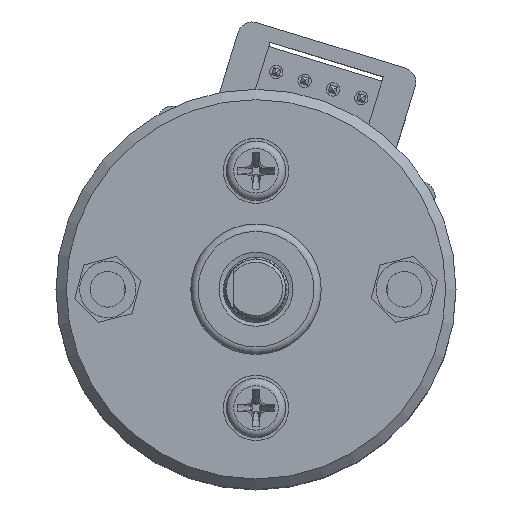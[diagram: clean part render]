
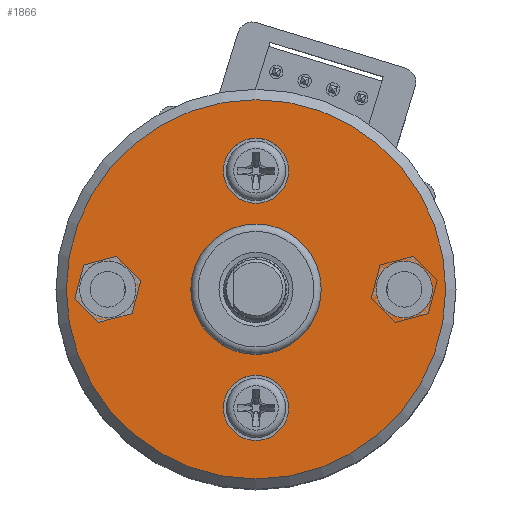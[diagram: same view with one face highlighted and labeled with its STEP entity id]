
A CAD part, top view. The second image highlights one B-rep face of the part: STEP entity #1866.
In plain terms, the highlighted planar face has unit normal (0, 0, 1).
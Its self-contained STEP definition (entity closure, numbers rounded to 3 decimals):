
#1866=ADVANCED_FACE('',(#2992,#2993,#2994,#2995,#2996,#2997),#2564,.T.);
#2564=PLANE('',#14407);
#2992=FACE_BOUND('',#3786,.T.);
#2993=FACE_BOUND('',#3787,.T.);
#2994=FACE_BOUND('',#3788,.T.);
#2995=FACE_BOUND('',#3789,.T.);
#2996=FACE_BOUND('',#3790,.T.);
#2997=FACE_BOUND('',#3791,.T.);
#3786=EDGE_LOOP('',(#8232));
#3787=EDGE_LOOP('',(#8233));
#3788=EDGE_LOOP('',(#8234));
#3789=EDGE_LOOP('',(#8235));
#3790=EDGE_LOOP('',(#8236));
#3791=EDGE_LOOP('',(#8237));
#8232=ORIENTED_EDGE('',*,*,#12229,.T.);
#8233=ORIENTED_EDGE('',*,*,#12230,.T.);
#8234=ORIENTED_EDGE('',*,*,#12231,.T.);
#8235=ORIENTED_EDGE('',*,*,#12232,.F.);
#8236=ORIENTED_EDGE('',*,*,#12233,.T.);
#8237=ORIENTED_EDGE('',*,*,#12234,.T.);
#10762=VERTEX_POINT('',#20745);
#10763=VERTEX_POINT('',#20747);
#10764=VERTEX_POINT('',#20749);
#10765=VERTEX_POINT('',#20751);
#10766=VERTEX_POINT('',#20753);
#10767=VERTEX_POINT('',#20755);
#12229=EDGE_CURVE('',#10762,#10762,#13484,.T.);
#12230=EDGE_CURVE('',#10763,#10763,#13485,.T.);
#12231=EDGE_CURVE('',#10764,#10764,#13486,.T.);
#12232=EDGE_CURVE('',#10765,#10765,#13487,.T.);
#12233=EDGE_CURVE('',#10766,#10766,#13488,.T.);
#12234=EDGE_CURVE('',#10767,#10767,#13489,.T.);
#13484=CIRCLE('',#14401,12.8);
#13485=CIRCLE('',#14402,2.2);
#13486=CIRCLE('',#14403,2.2);
#13487=CIRCLE('',#14404,4.4);
#13488=CIRCLE('',#14405,1.9);
#13489=CIRCLE('',#14406,1.9);
#14401=AXIS2_PLACEMENT_3D('',#20744,#16920,#16921);
#14402=AXIS2_PLACEMENT_3D('',#20746,#16922,#16923);
#14403=AXIS2_PLACEMENT_3D('',#20748,#16924,#16925);
#14404=AXIS2_PLACEMENT_3D('',#20750,#16926,#16927);
#14405=AXIS2_PLACEMENT_3D('',#20752,#16928,#16929);
#14406=AXIS2_PLACEMENT_3D('',#20754,#16930,#16931);
#14407=AXIS2_PLACEMENT_3D('',#20756,#16932,#16933);
#16920=DIRECTION('',(0.,0.,1.));
#16921=DIRECTION('',(0.,-1.,0.));
#16922=DIRECTION('',(0.,0.,-1.));
#16923=DIRECTION('',(0.,1.,0.));
#16924=DIRECTION('',(0.,0.,-1.));
#16925=DIRECTION('',(0.,1.,0.));
#16926=DIRECTION('',(0.,0.,1.));
#16927=DIRECTION('',(0.,-1.,0.));
#16928=DIRECTION('',(0.,0.,-1.));
#16929=DIRECTION('',(0.,1.,0.));
#16930=DIRECTION('',(0.,0.,-1.));
#16931=DIRECTION('',(0.,1.,0.));
#16932=DIRECTION('',(0.,0.,1.));
#16933=DIRECTION('',(0.,-1.,0.));
#20744=CARTESIAN_POINT('',(0.,0.,18.2));
#20745=CARTESIAN_POINT('',(0.,-12.8,18.2));
#20746=CARTESIAN_POINT('',(0.,8.,18.2));
#20747=CARTESIAN_POINT('',(0.,10.2,18.2));
#20748=CARTESIAN_POINT('',(0.,-8.,18.2));
#20749=CARTESIAN_POINT('',(0.,-5.8,18.2));
#20750=CARTESIAN_POINT('',(0.,0.,18.2));
#20751=CARTESIAN_POINT('',(0.,-4.4,18.2));
#20752=CARTESIAN_POINT('',(10.,0.,18.2));
#20753=CARTESIAN_POINT('',(10.,1.9,18.2));
#20754=CARTESIAN_POINT('',(-10.,0.,18.2));
#20755=CARTESIAN_POINT('',(-10.,1.9,18.2));
#20756=CARTESIAN_POINT('',(0.,0.,18.2));
